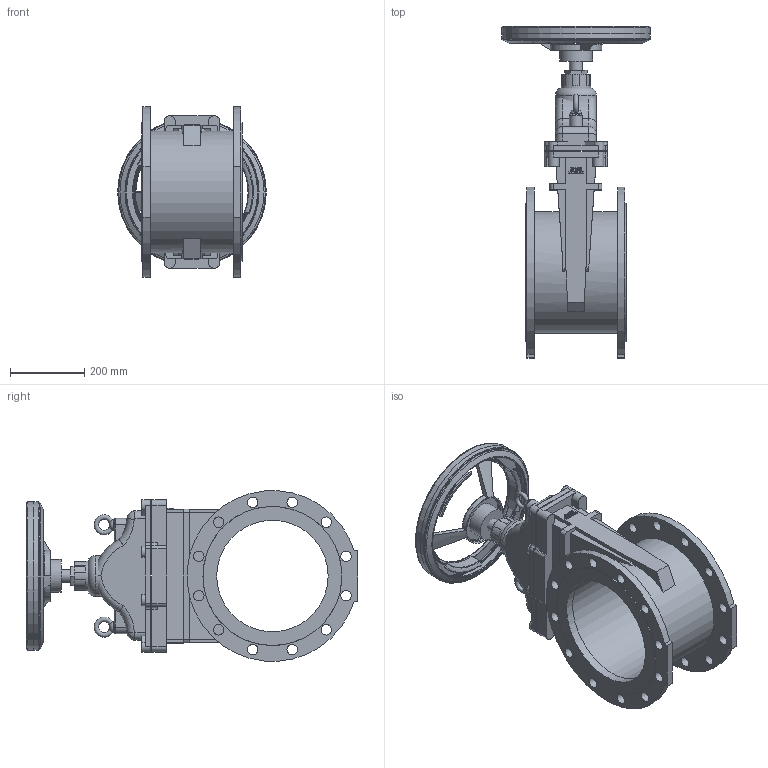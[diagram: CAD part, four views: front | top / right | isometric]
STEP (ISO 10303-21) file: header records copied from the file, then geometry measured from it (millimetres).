
FILE_DESCRIPTION(('STEP AP203'), '1');
FILE_NAME('3D_101-300-16', '', ('UNSPECIFIED'), ('UNSPECIFIED'), 'C3D Converter', 'C3D Toolkit', '');
FILE_SCHEMA(('CONFIG_CONTROL_DESIGN'));
Length unit declared in the file: millimetre
Bounding box: 400 x 893 x 458.98 mm (x, y, z)
Volume: 22848985.9 mm3; surface area: 2061368 mm2
Topology: 8 solids, 8 shells, 3799 faces, 11202 edges, 7460 vertices
Faces by surface type: plane 3566, cylinder 106, cone 89, torus 38
Full cylindrical faces by diameter (mm): 28 x26, 35 x2, 80 x1, 88.889 x1, 110 x1, 130.937 x1, 300 x3, 311.111 x1, 328 x1, 374 x2, 391.111 x1, 400 x1
Entity records: 155282 total; most frequent: CARTESIAN_POINT 23313, ORIENTED_EDGE 22180, DIRECTION 19171, EDGE_CURVE 11090, LINE 10535, VECTOR 10535, VERTEX_POINT 7460, AXIS2_PLACEMENT_3D 4318
